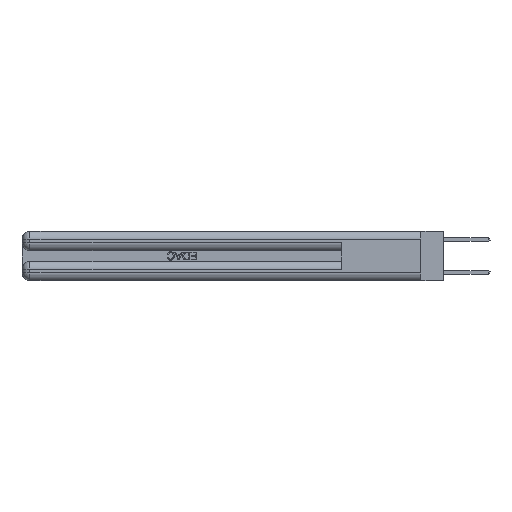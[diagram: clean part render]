
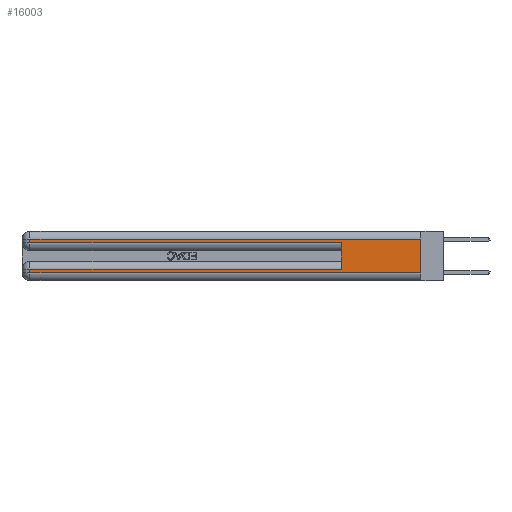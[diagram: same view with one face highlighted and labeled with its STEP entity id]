
A CAD part, left-side view. The second image highlights one B-rep face of the part: STEP entity #16003.
In plain terms, the highlighted planar face has unit normal (-1, 0, 0).
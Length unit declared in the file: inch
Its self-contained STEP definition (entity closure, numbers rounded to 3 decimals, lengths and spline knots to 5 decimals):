
#606 = DIRECTION ( 'NONE',  ( 0., 0., -1. ) ) ;
#833 = ORIENTED_EDGE ( 'NONE', *, *, #23840, .F. ) ;
#2091 = LINE ( 'NONE', #6657, #13567 ) ;
#2821 = DIRECTION ( 'NONE',  ( 0., 0., -1. ) ) ;
#3070 = VERTEX_POINT ( 'NONE', #15845 ) ;
#3558 = EDGE_CURVE ( 'NONE', #11591, #15345, #11036, .T. ) ;
#3683 = CARTESIAN_POINT ( 'NONE',  ( 0., 0.6, 0.145 ) ) ;
#4241 = VECTOR ( 'NONE', #28917, 39.37008 ) ;
#4881 = ORIENTED_EDGE ( 'NONE', *, *, #12002, .T. ) ;
#5747 = ORIENTED_EDGE ( 'NONE', *, *, #11752, .T. ) ;
#6657 = CARTESIAN_POINT ( 'NONE',  ( 0., 0., 0.085 ) ) ;
#7934 = FACE_OUTER_BOUND ( 'NONE', #29376, .T. ) ;
#7943 = VECTOR ( 'NONE', #2821, 39.37008 ) ;
#8018 = LINE ( 'NONE', #24957, #7943 ) ;
#8034 = VECTOR ( 'NONE', #30604, 39.37008 ) ;
#8098 = CARTESIAN_POINT ( 'NONE',  ( 0., 2.94, 0.37 ) ) ;
#8209 = LINE ( 'NONE', #10490, #20994 ) ;
#9077 = CARTESIAN_POINT ( 'NONE',  ( 0., 0., 0.06 ) ) ;
#9418 = CARTESIAN_POINT ( 'NONE',  ( 0., 2.94, 0.085 ) ) ;
#10490 = CARTESIAN_POINT ( 'NONE',  ( 0., 0., 0.31 ) ) ;
#10906 = CARTESIAN_POINT ( 'NONE',  ( 0., 2.94, 0.37 ) ) ;
#11036 = LINE ( 'NONE', #9077, #11395 ) ;
#11165 = LINE ( 'NONE', #3683, #11659 ) ;
#11395 = VECTOR ( 'NONE', #23570, 39.37008 ) ;
#11591 = VERTEX_POINT ( 'NONE', #18686 ) ;
#11659 = VECTOR ( 'NONE', #23226, 39.37008 ) ;
#11752 = EDGE_CURVE ( 'NONE', #3070, #26903, #2091, .T. ) ;
#12002 = EDGE_CURVE ( 'NONE', #26903, #11591, #22906, .T. ) ;
#12113 = EDGE_CURVE ( 'NONE', #29219, #28060, #21900, .T. ) ;
#12157 = ORIENTED_EDGE ( 'NONE', *, *, #3558, .T. ) ;
#12827 = PLANE ( 'NONE',  #27195 ) ;
#13567 = VECTOR ( 'NONE', #21933, 39.37008 ) ;
#13813 = VERTEX_POINT ( 'NONE', #23992 ) ;
#15345 = VERTEX_POINT ( 'NONE', #29626 ) ;
#15845 = CARTESIAN_POINT ( 'NONE',  ( 0., 0.6, 0.085 ) ) ;
#16003 = ADVANCED_FACE ( 'NONE', ( #7934 ), #12827, .F. ) ;
#16467 = ORIENTED_EDGE ( 'NONE', *, *, #31170, .T. ) ;
#18686 = CARTESIAN_POINT ( 'NONE',  ( 0., 2.94, 0.06 ) ) ;
#18909 = ORIENTED_EDGE ( 'NONE', *, *, #23050, .T. ) ;
#19378 = CARTESIAN_POINT ( 'NONE',  ( 0., 2.94, 0.31 ) ) ;
#20343 = VECTOR ( 'NONE', #30858, 39.37008 ) ;
#20431 = DIRECTION ( 'NONE',  ( 0., 1., 0. ) ) ;
#20994 = VECTOR ( 'NONE', #20431, 39.37008 ) ;
#21900 = LINE ( 'NONE', #24197, #4241 ) ;
#21933 = DIRECTION ( 'NONE',  ( 0., 1., 0. ) ) ;
#22751 = CARTESIAN_POINT ( 'NONE',  ( 0., 0., 0.37 ) ) ;
#22906 = LINE ( 'NONE', #8098, #20343 ) ;
#22909 = DIRECTION ( 'NONE',  ( 1., 0., 0. ) ) ;
#23050 = EDGE_CURVE ( 'NONE', #13813, #23164, #8209, .T. ) ;
#23164 = VERTEX_POINT ( 'NONE', #19378 ) ;
#23226 = DIRECTION ( 'NONE',  ( 0., 0., 1. ) ) ;
#23570 = DIRECTION ( 'NONE',  ( 0., -1., 0. ) ) ;
#23840 = EDGE_CURVE ( 'NONE', #3070, #28060, #11165, .T. ) ;
#23992 = CARTESIAN_POINT ( 'NONE',  ( 0., 0., 0.31 ) ) ;
#24197 = CARTESIAN_POINT ( 'NONE',  ( 0., 0., 0.285 ) ) ;
#24315 = CARTESIAN_POINT ( 'NONE',  ( 0., 0.6, 0.285 ) ) ;
#24487 = ORIENTED_EDGE ( 'NONE', *, *, #12113, .T. ) ;
#24957 = CARTESIAN_POINT ( 'NONE',  ( 0., 0., 0.37 ) ) ;
#25434 = CARTESIAN_POINT ( 'NONE',  ( 0., 2.94, 0.285 ) ) ;
#26903 = VERTEX_POINT ( 'NONE', #9418 ) ;
#27057 = ORIENTED_EDGE ( 'NONE', *, *, #29254, .F. ) ;
#27195 = AXIS2_PLACEMENT_3D ( 'NONE', #22751, #22909, #606 ) ;
#28060 = VERTEX_POINT ( 'NONE', #24315 ) ;
#28917 = DIRECTION ( 'NONE',  ( 0., -1., 0. ) ) ;
#29219 = VERTEX_POINT ( 'NONE', #25434 ) ;
#29254 = EDGE_CURVE ( 'NONE', #13813, #15345, #8018, .T. ) ;
#29376 = EDGE_LOOP ( 'NONE', ( #27057, #18909, #16467, #24487, #833, #5747, #4881, #12157 ) ) ;
#29626 = CARTESIAN_POINT ( 'NONE',  ( 0., 0., 0.06 ) ) ;
#30604 = DIRECTION ( 'NONE',  ( 0., 0., -1. ) ) ;
#30858 = DIRECTION ( 'NONE',  ( 0., 0., -1. ) ) ;
#31170 = EDGE_CURVE ( 'NONE', #23164, #29219, #31237, .T. ) ;
#31237 = LINE ( 'NONE', #10906, #8034 ) ;
